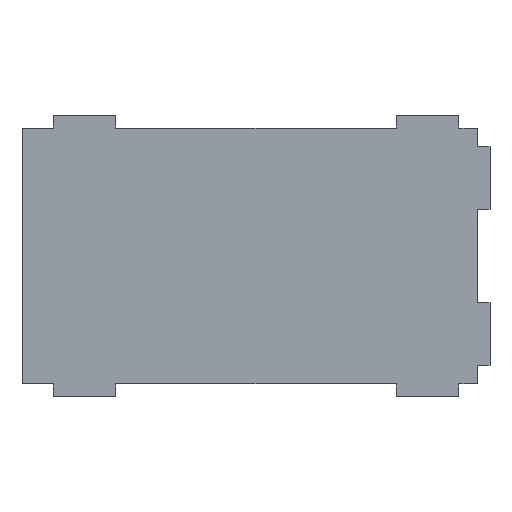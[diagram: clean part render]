
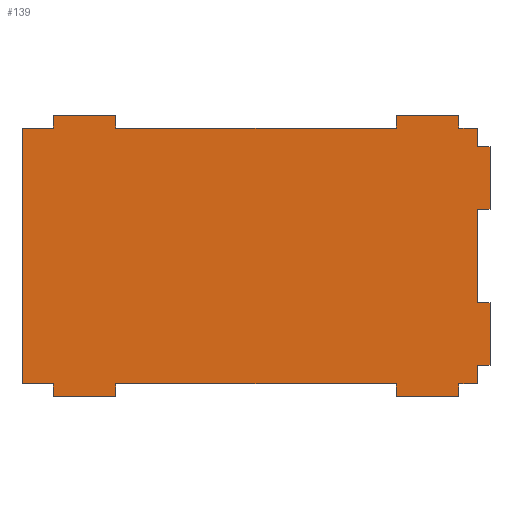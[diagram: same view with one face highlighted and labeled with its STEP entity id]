
A CAD part, top view. The second image highlights one B-rep face of the part: STEP entity #139.
In plain terms, the highlighted planar face has unit normal (0, 0, 1).
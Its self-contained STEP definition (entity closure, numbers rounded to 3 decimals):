
#139=ADVANCED_FACE('',(#199),#169,.T.);
#169=PLANE('',#1000);
#199=FACE_OUTER_BOUND('',#229,.T.);
#229=EDGE_LOOP('',(#343,#344,#345,#346,#347,#348,#349,#350,#351,#352,#353,
#354,#355,#356,#357,#358,#359,#360,#361,#362,#363,#364,#365,#366,#367,#368,
#369,#370));
#343=ORIENTED_EDGE('',*,*,#538,.T.);
#344=ORIENTED_EDGE('',*,*,#457,.T.);
#345=ORIENTED_EDGE('',*,*,#461,.T.);
#346=ORIENTED_EDGE('',*,*,#464,.T.);
#347=ORIENTED_EDGE('',*,*,#467,.T.);
#348=ORIENTED_EDGE('',*,*,#470,.T.);
#349=ORIENTED_EDGE('',*,*,#473,.T.);
#350=ORIENTED_EDGE('',*,*,#476,.T.);
#351=ORIENTED_EDGE('',*,*,#479,.T.);
#352=ORIENTED_EDGE('',*,*,#482,.T.);
#353=ORIENTED_EDGE('',*,*,#485,.T.);
#354=ORIENTED_EDGE('',*,*,#488,.T.);
#355=ORIENTED_EDGE('',*,*,#491,.T.);
#356=ORIENTED_EDGE('',*,*,#494,.T.);
#357=ORIENTED_EDGE('',*,*,#497,.T.);
#358=ORIENTED_EDGE('',*,*,#500,.T.);
#359=ORIENTED_EDGE('',*,*,#503,.T.);
#360=ORIENTED_EDGE('',*,*,#506,.T.);
#361=ORIENTED_EDGE('',*,*,#509,.T.);
#362=ORIENTED_EDGE('',*,*,#512,.T.);
#363=ORIENTED_EDGE('',*,*,#515,.T.);
#364=ORIENTED_EDGE('',*,*,#518,.T.);
#365=ORIENTED_EDGE('',*,*,#521,.T.);
#366=ORIENTED_EDGE('',*,*,#524,.T.);
#367=ORIENTED_EDGE('',*,*,#527,.T.);
#368=ORIENTED_EDGE('',*,*,#530,.T.);
#369=ORIENTED_EDGE('',*,*,#533,.T.);
#370=ORIENTED_EDGE('',*,*,#536,.T.);
#401=VERTEX_POINT('',#1227);
#402=VERTEX_POINT('',#1229);
#404=VERTEX_POINT('',#1235);
#406=VERTEX_POINT('',#1241);
#408=VERTEX_POINT('',#1247);
#410=VERTEX_POINT('',#1253);
#412=VERTEX_POINT('',#1259);
#414=VERTEX_POINT('',#1265);
#416=VERTEX_POINT('',#1271);
#418=VERTEX_POINT('',#1277);
#420=VERTEX_POINT('',#1283);
#422=VERTEX_POINT('',#1289);
#424=VERTEX_POINT('',#1295);
#426=VERTEX_POINT('',#1301);
#428=VERTEX_POINT('',#1307);
#430=VERTEX_POINT('',#1313);
#432=VERTEX_POINT('',#1319);
#434=VERTEX_POINT('',#1325);
#436=VERTEX_POINT('',#1331);
#438=VERTEX_POINT('',#1337);
#440=VERTEX_POINT('',#1343);
#442=VERTEX_POINT('',#1349);
#444=VERTEX_POINT('',#1355);
#446=VERTEX_POINT('',#1361);
#448=VERTEX_POINT('',#1367);
#450=VERTEX_POINT('',#1373);
#452=VERTEX_POINT('',#1379);
#454=VERTEX_POINT('',#1385);
#457=EDGE_CURVE('',#402,#401,#768,.T.);
#461=EDGE_CURVE('',#401,#404,#772,.T.);
#464=EDGE_CURVE('',#404,#406,#775,.T.);
#467=EDGE_CURVE('',#406,#408,#778,.T.);
#470=EDGE_CURVE('',#408,#410,#781,.T.);
#473=EDGE_CURVE('',#410,#412,#784,.T.);
#476=EDGE_CURVE('',#412,#414,#787,.T.);
#479=EDGE_CURVE('',#414,#416,#790,.T.);
#482=EDGE_CURVE('',#416,#418,#793,.T.);
#485=EDGE_CURVE('',#418,#420,#796,.T.);
#488=EDGE_CURVE('',#420,#422,#799,.T.);
#491=EDGE_CURVE('',#422,#424,#802,.T.);
#494=EDGE_CURVE('',#424,#426,#805,.T.);
#497=EDGE_CURVE('',#426,#428,#808,.T.);
#500=EDGE_CURVE('',#428,#430,#811,.T.);
#503=EDGE_CURVE('',#430,#432,#814,.T.);
#506=EDGE_CURVE('',#432,#434,#817,.T.);
#509=EDGE_CURVE('',#434,#436,#820,.T.);
#512=EDGE_CURVE('',#436,#438,#823,.T.);
#515=EDGE_CURVE('',#438,#440,#826,.T.);
#518=EDGE_CURVE('',#440,#442,#829,.T.);
#521=EDGE_CURVE('',#442,#444,#832,.T.);
#524=EDGE_CURVE('',#444,#446,#835,.T.);
#527=EDGE_CURVE('',#446,#448,#838,.T.);
#530=EDGE_CURVE('',#448,#450,#841,.T.);
#533=EDGE_CURVE('',#450,#452,#844,.T.);
#536=EDGE_CURVE('',#452,#454,#847,.T.);
#538=EDGE_CURVE('',#454,#402,#849,.T.);
#768=LINE('',#1228,#889);
#772=LINE('',#1236,#893);
#775=LINE('',#1242,#896);
#778=LINE('',#1248,#899);
#781=LINE('',#1254,#902);
#784=LINE('',#1260,#905);
#787=LINE('',#1266,#908);
#790=LINE('',#1272,#911);
#793=LINE('',#1278,#914);
#796=LINE('',#1284,#917);
#799=LINE('',#1290,#920);
#802=LINE('',#1296,#923);
#805=LINE('',#1302,#926);
#808=LINE('',#1308,#929);
#811=LINE('',#1314,#932);
#814=LINE('',#1320,#935);
#817=LINE('',#1326,#938);
#820=LINE('',#1332,#941);
#823=LINE('',#1338,#944);
#826=LINE('',#1344,#947);
#829=LINE('',#1350,#950);
#832=LINE('',#1356,#953);
#835=LINE('',#1362,#956);
#838=LINE('',#1368,#959);
#841=LINE('',#1374,#962);
#844=LINE('',#1380,#965);
#847=LINE('',#1386,#968);
#849=LINE('',#1389,#970);
#889=VECTOR('',#1043,1.);
#893=VECTOR('',#1049,1.);
#896=VECTOR('',#1054,1.);
#899=VECTOR('',#1059,1.);
#902=VECTOR('',#1064,1.);
#905=VECTOR('',#1069,1.);
#908=VECTOR('',#1074,1.);
#911=VECTOR('',#1079,1.);
#914=VECTOR('',#1084,1.);
#917=VECTOR('',#1089,1.);
#920=VECTOR('',#1094,1.);
#923=VECTOR('',#1099,1.);
#926=VECTOR('',#1104,1.);
#929=VECTOR('',#1109,1.);
#932=VECTOR('',#1114,1.);
#935=VECTOR('',#1119,1.);
#938=VECTOR('',#1124,1.);
#941=VECTOR('',#1129,1.);
#944=VECTOR('',#1134,1.);
#947=VECTOR('',#1139,1.);
#950=VECTOR('',#1144,1.);
#953=VECTOR('',#1149,1.);
#956=VECTOR('',#1154,1.);
#959=VECTOR('',#1159,1.);
#962=VECTOR('',#1164,1.);
#965=VECTOR('',#1169,1.);
#968=VECTOR('',#1174,1.);
#970=VECTOR('',#1178,1.);
#1000=AXIS2_PLACEMENT_3D('',#1391,#1181,#1182);
#1043=DIRECTION('',(1.,0.,0.));
#1049=DIRECTION('',(0.,-1.,0.));
#1054=DIRECTION('',(1.,0.,0.));
#1059=DIRECTION('',(0.,1.,0.));
#1064=DIRECTION('',(1.,0.,0.));
#1069=DIRECTION('',(0.,-1.,0.));
#1074=DIRECTION('',(1.,0.,0.));
#1079=DIRECTION('',(0.,1.,0.));
#1084=DIRECTION('',(1.,0.,0.));
#1089=DIRECTION('',(0.,1.,0.));
#1094=DIRECTION('',(1.,0.,0.));
#1099=DIRECTION('',(0.,1.,0.));
#1104=DIRECTION('',(-1.,0.,0.));
#1109=DIRECTION('',(0.,1.,0.));
#1114=DIRECTION('',(1.,0.,0.));
#1119=DIRECTION('',(0.,1.,0.));
#1124=DIRECTION('',(-1.,0.,0.));
#1129=DIRECTION('',(0.,1.,0.));
#1134=DIRECTION('',(-1.,0.,0.));
#1139=DIRECTION('',(0.,1.,0.));
#1144=DIRECTION('',(-1.,0.,0.));
#1149=DIRECTION('',(0.,-1.,0.));
#1154=DIRECTION('',(-1.,0.,0.));
#1159=DIRECTION('',(0.,1.,0.));
#1164=DIRECTION('',(-1.,0.,0.));
#1169=DIRECTION('',(0.,-1.,0.));
#1174=DIRECTION('',(-1.,0.,0.));
#1178=DIRECTION('',(0.,-1.,0.));
#1181=DIRECTION('',(0.,0.,1.));
#1182=DIRECTION('',(1.,0.,0.));
#1227=CARTESIAN_POINT('',(-65.,-41.,4.));
#1228=CARTESIAN_POINT('',(-75.,-41.,4.));
#1229=CARTESIAN_POINT('',(-75.,-41.,4.));
#1235=CARTESIAN_POINT('',(-65.,-45.,4.));
#1236=CARTESIAN_POINT('',(-65.,-41.,4.));
#1241=CARTESIAN_POINT('',(-45.,-45.,4.));
#1242=CARTESIAN_POINT('',(-65.,-45.,4.));
#1247=CARTESIAN_POINT('',(-45.,-41.,4.));
#1248=CARTESIAN_POINT('',(-45.,-45.,4.));
#1253=CARTESIAN_POINT('',(45.,-41.,4.));
#1254=CARTESIAN_POINT('',(-45.,-41.,4.));
#1259=CARTESIAN_POINT('',(45.,-45.,4.));
#1260=CARTESIAN_POINT('',(45.,-41.,4.));
#1265=CARTESIAN_POINT('',(65.,-45.,4.));
#1266=CARTESIAN_POINT('',(45.,-45.,4.));
#1271=CARTESIAN_POINT('',(65.,-41.,4.));
#1272=CARTESIAN_POINT('',(65.,-45.,4.));
#1277=CARTESIAN_POINT('',(71.,-41.,4.));
#1278=CARTESIAN_POINT('',(65.,-41.,4.));
#1283=CARTESIAN_POINT('',(71.,-35.,4.));
#1284=CARTESIAN_POINT('',(71.,-41.,4.));
#1289=CARTESIAN_POINT('',(75.,-35.,4.));
#1290=CARTESIAN_POINT('',(71.,-35.,4.));
#1295=CARTESIAN_POINT('',(75.,-15.,4.));
#1296=CARTESIAN_POINT('',(75.,-35.,4.));
#1301=CARTESIAN_POINT('',(71.,-15.,4.));
#1302=CARTESIAN_POINT('',(75.,-15.,4.));
#1307=CARTESIAN_POINT('',(71.,15.,4.));
#1308=CARTESIAN_POINT('',(71.,-15.,4.));
#1313=CARTESIAN_POINT('',(75.,15.,4.));
#1314=CARTESIAN_POINT('',(71.,15.,4.));
#1319=CARTESIAN_POINT('',(75.,35.,4.));
#1320=CARTESIAN_POINT('',(75.,15.,4.));
#1325=CARTESIAN_POINT('',(71.,35.,4.));
#1326=CARTESIAN_POINT('',(75.,35.,4.));
#1331=CARTESIAN_POINT('',(71.,41.,4.));
#1332=CARTESIAN_POINT('',(71.,35.,4.));
#1337=CARTESIAN_POINT('',(65.,41.,4.));
#1338=CARTESIAN_POINT('',(71.,41.,4.));
#1343=CARTESIAN_POINT('',(65.,45.,4.));
#1344=CARTESIAN_POINT('',(65.,41.,4.));
#1349=CARTESIAN_POINT('',(45.,45.,4.));
#1350=CARTESIAN_POINT('',(65.,45.,4.));
#1355=CARTESIAN_POINT('',(45.,41.,4.));
#1356=CARTESIAN_POINT('',(45.,45.,4.));
#1361=CARTESIAN_POINT('',(-45.,41.,4.));
#1362=CARTESIAN_POINT('',(45.,41.,4.));
#1367=CARTESIAN_POINT('',(-45.,45.,4.));
#1368=CARTESIAN_POINT('',(-45.,41.,4.));
#1373=CARTESIAN_POINT('',(-65.,45.,4.));
#1374=CARTESIAN_POINT('',(-45.,45.,4.));
#1379=CARTESIAN_POINT('',(-65.,41.,4.));
#1380=CARTESIAN_POINT('',(-65.,45.,4.));
#1385=CARTESIAN_POINT('',(-75.,41.,4.));
#1386=CARTESIAN_POINT('',(-65.,41.,4.));
#1389=CARTESIAN_POINT('',(-75.,-35.,4.));
#1391=CARTESIAN_POINT('',(0.,0.,4.));
